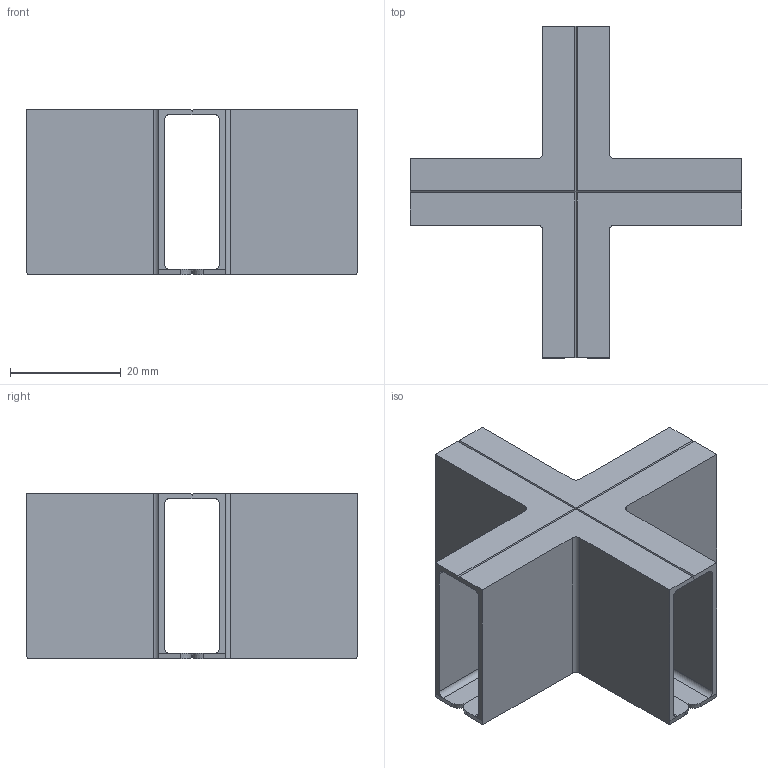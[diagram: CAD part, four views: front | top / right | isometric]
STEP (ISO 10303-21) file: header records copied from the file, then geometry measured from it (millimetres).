
FILE_DESCRIPTION(/* description */ (''),/* implementation_level */ '2;1');
FILE_NAME(/* name */ 'CornerProtectorForRatchetStraps.step',/* time_stamp */ '2025-09-23T09:03:58-05:00',/* author */ (''),/* organization */ (''),/* preprocessor_version */ 'ST-DEVELOPER v20.1',/* originating_system */ 'Autodesk Translation Framework v14.10.0.0',/* authorisation */ '');
FILE_SCHEMA (('AUTOMOTIVE_DESIGN { 1 0 10303 214 3 1 1 }'));
Length unit declared in the file: millimetre
Products named in the file (1): (Unsaved)
Bounding box: 60 x 60 x 30 mm (x, y, z)
Volume: 8117.5 mm3; surface area: 16447.3 mm2
Topology: 1 solids, 1 shells, 101 faces, 268 edges, 161 vertices
Faces by surface type: plane 57, cylinder 24, cone 12, torus 8
Entity records: 3127 total; most frequent: DIRECTION 552, ORIENTED_EDGE 536, CARTESIAN_POINT 531, EDGE_CURVE 268, LINE 188, VECTOR 188, AXIS2_PLACEMENT_3D 182, VERTEX_POINT 161
